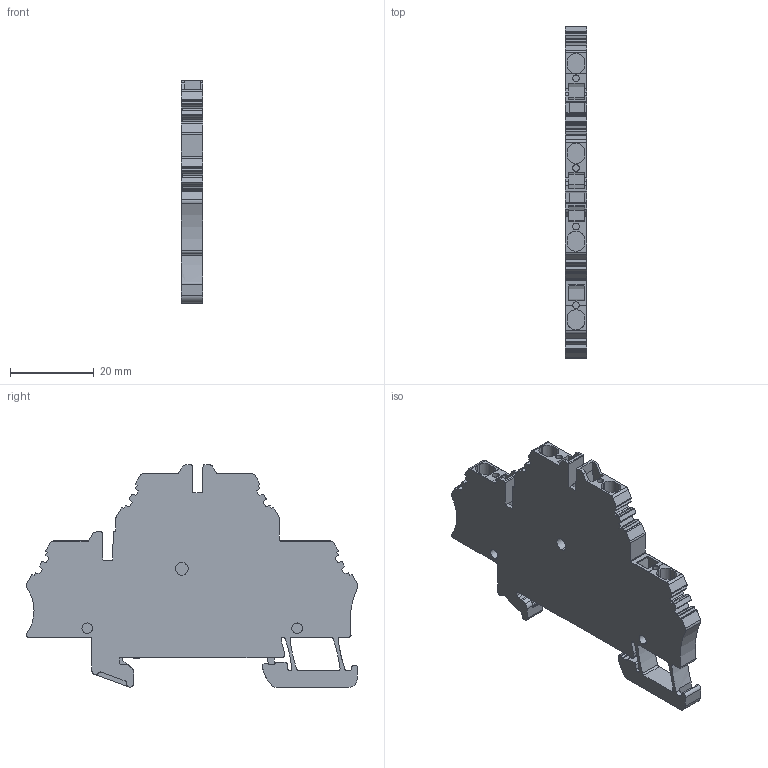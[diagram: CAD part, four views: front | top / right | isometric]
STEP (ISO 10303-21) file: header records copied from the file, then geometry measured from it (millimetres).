
FILE_DESCRIPTION(('CATIA V5R20 STEP214','CAx-IF Rec.Pracs.--- Model Styling and Organization---1.4--- 2014-01-23'),'2;1');
FILE_NAME ('D1454509_0', '2019-01-08T07:43:54+00:00', ('Weidmueller Interface'), ('Weidmueller'), 'CATIA Version 5-6 Release 2016 SP3 HF44', 'CATIA V5 STEP AP214', 'none');
FILE_SCHEMA(('AUTOMOTIVE_DESIGN { 1 0 10303 214 1 1 1 1 }'));
Length unit declared in the file: millimetre
Products named in the file (1): _ZDK 2.5 DU-PE 1689970000
Bounding box: 5.1 x 79.06 x 52.98 mm (x, y, z)
Volume: 12169.7 mm3; surface area: 8737.6 mm2
Topology: 5 solids, 5 shells, 533 faces, 1501 edges, 1000 vertices
Faces by surface type: plane 345, cylinder 184, extrusion 4
Entity records: 17368 total; most frequent: CARTESIAN_POINT 3111, ORIENTED_EDGE 3002, DIRECTION 2521, EDGE_CURVE 1501, VECTOR 1120, LINE 1116, VERTEX_POINT 1000, AXIS2_PLACEMENT_3D 886
